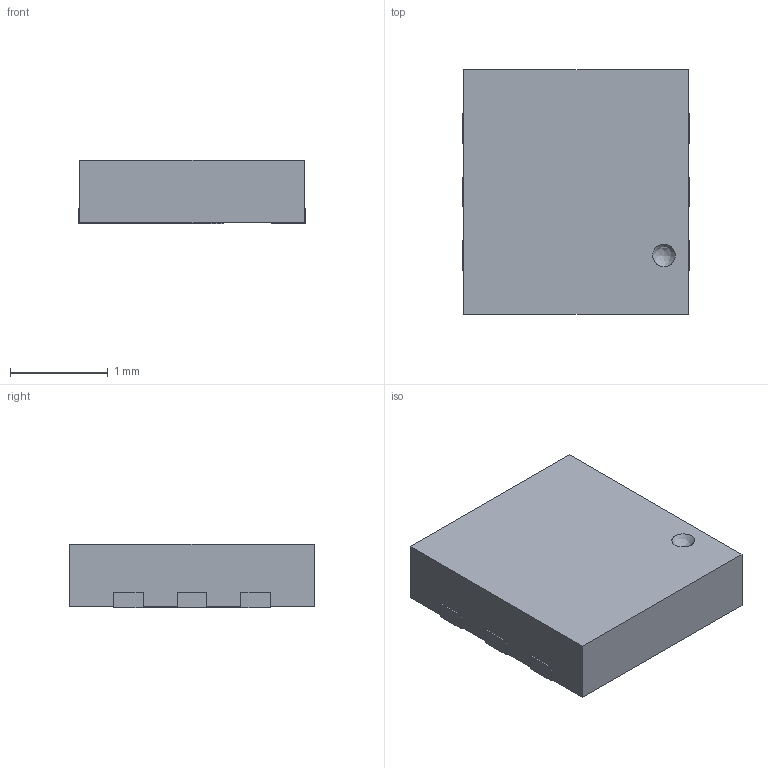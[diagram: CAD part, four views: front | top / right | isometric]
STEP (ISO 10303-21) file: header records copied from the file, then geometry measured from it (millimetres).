
FILE_DESCRIPTION (( 'STEP AP214' ), '1' );
FILE_NAME ('User Library-U-DFN2523-6.STEP', '2021-01-07T06:33:24', ( '' ), ( '' ), 'SwSTEP 2.0', 'SolidWorks 2020', '' );
FILE_SCHEMA (( 'AUTOMOTIVE_DESIGN' ));
Length unit declared in the file: millimetre
Products named in the file (3): User Library-PMPB95ENEA_Fusion002; User Library-PMPB95ENEA_Cut001; User Library-U-DFN2523-6
Assembly tree (2 placements, depth 2):
  User Library-U-DFN2523-6
    User Library-PMPB95ENEA_Fusion002
    User Library-PMPB95ENEA_Cut001
Bounding box: 2.32 x 2.5 x 0.65 mm (x, y, z)
Surface area: 24.4 mm2
Topology: 5 solids, 5 shells, 40 faces, 89 edges, 60 vertices
Faces by surface type: plane 38, cylinder 1, bspline 1
Entity records: 1744 total; most frequent: CARTESIAN_POINT 278, ORIENTED_EDGE 178, DIRECTION 177, EDGE_CURVE 89, LINE 85, VECTOR 85, VERTEX_POINT 60, UNCERTAINTY_MEASURE_WITH_UNIT 50
